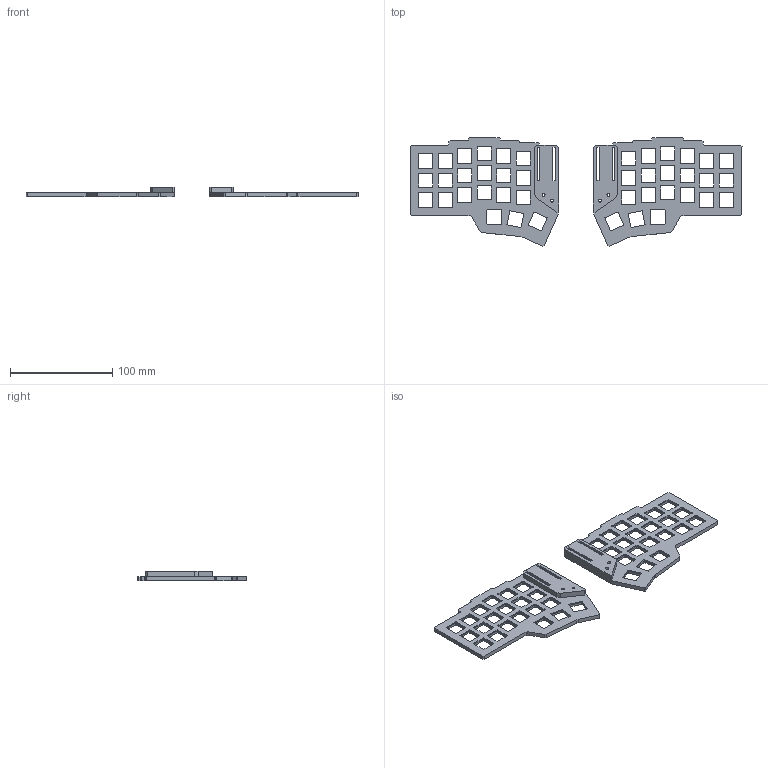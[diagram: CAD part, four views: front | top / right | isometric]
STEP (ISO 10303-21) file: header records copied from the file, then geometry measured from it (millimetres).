
FILE_DESCRIPTION(/* description */ ('KiCad electronic assembly'),/* implementation_level */ '2;1');
FILE_NAME(/* name */ 'both plates step.step',/* time_stamp */ '2025-09-28T15:36:58+02:00',/* author */ (''),/* organization */ (''),/* preprocessor_version */ 'ST-DEVELOPER v20.1',/* originating_system */ 'Autodesk Translation Framework v14.17.0.0',/* authorisation */ '');
FILE_SCHEMA (('AUTOMOTIVE_DESIGN { 1 0 10303 214 3 1 1 }'));
Products named in the file (3): 3x6-plate-top-cherrymx 1; 3x6-plate-top-cherrymx_PCB; 3x6-plate-top-cherrymx_PCB_1
Assembly tree (2 placements, depth 2):
  3x6-plate-top-cherrymx 1
    3x6-plate-top-cherrymx_PCB
    3x6-plate-top-cherrymx_PCB_1
Bounding box: 324.3 x 105.89 x 9.3 mm (x, y, z)
Volume: 58856.5 mm3; surface area: 49058.5 mm2
Topology: 2 solids, 2 shells, 2180 faces, 6384 edges, 4256 vertices
Faces by surface type: plane 2170, cylinder 10
Full cylindrical faces by diameter (mm): 2.8 x4, 5 x4
Entity records: 71060 total; most frequent: CARTESIAN_POINT 12825, ORIENTED_EDGE 12768, DIRECTION 10774, EDGE_CURVE 6384, LINE 6364, VECTOR 6364, VERTEX_POINT 4256, EDGE_LOOP 2328
